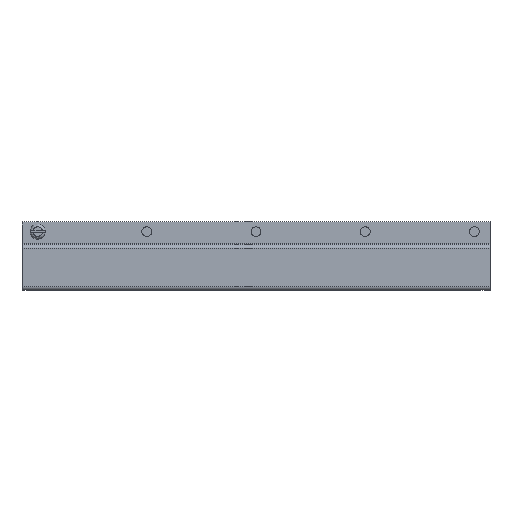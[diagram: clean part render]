
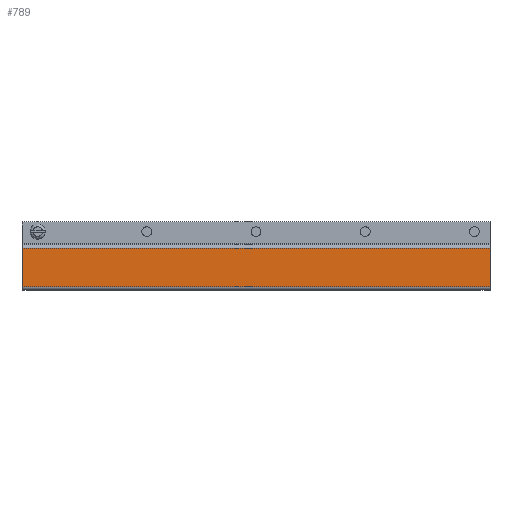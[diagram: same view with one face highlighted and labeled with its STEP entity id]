
A CAD part, top view. The second image highlights one B-rep face of the part: STEP entity #789.
In plain terms, the highlighted planar face has unit normal (0, 0, 1).
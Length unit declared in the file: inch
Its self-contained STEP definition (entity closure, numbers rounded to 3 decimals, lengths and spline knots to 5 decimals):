
#72 = VERTEX_POINT ( 'NONE', #358 ) ;
#75 = ORIENTED_EDGE ( 'NONE', *, *, #173, .F. ) ;
#146 = ORIENTED_EDGE ( 'NONE', *, *, #1458, .F. ) ;
#173 = EDGE_CURVE ( 'NONE', #72, #1909, #750, .T. ) ;
#358 = CARTESIAN_POINT ( 'NONE',  ( 7.5, 0.2455, 0.572 ) ) ;
#374 = DIRECTION ( 'NONE',  ( 1., 0., 0. ) ) ;
#443 = VECTOR ( 'NONE', #919, 39.37008 ) ;
#540 = DIRECTION ( 'NONE',  ( 0., 0., 1. ) ) ;
#564 = PLANE ( 'NONE',  #1769 ) ;
#653 = DIRECTION ( 'NONE',  ( 1., 0., 0. ) ) ;
#693 = CARTESIAN_POINT ( 'NONE',  ( -7.5, -1.094, 0.572 ) ) ;
#698 = VECTOR ( 'NONE', #374, 39.37008 ) ;
#750 = LINE ( 'NONE', #929, #1980 ) ;
#789 = ADVANCED_FACE ( 'NONE', ( #1743 ), #564, .T. ) ;
#902 = CARTESIAN_POINT ( 'NONE',  ( -7.5, 0.2455, 0.572 ) ) ;
#919 = DIRECTION ( 'NONE',  ( 0., 1., 0. ) ) ;
#929 = CARTESIAN_POINT ( 'NONE',  ( 7.5, -1.094, 0.572 ) ) ;
#984 = VERTEX_POINT ( 'NONE', #1166 ) ;
#1166 = CARTESIAN_POINT ( 'NONE',  ( -7.5, -0.986, 0.572 ) ) ;
#1223 = EDGE_CURVE ( 'NONE', #1863, #72, #1338, .T. ) ;
#1296 = EDGE_LOOP ( 'NONE', ( #1619, #75, #2155, #146 ) ) ;
#1338 = LINE ( 'NONE', #902, #698 ) ;
#1458 = EDGE_CURVE ( 'NONE', #984, #1863, #1970, .T. ) ;
#1574 = CARTESIAN_POINT ( 'NONE',  ( -7.5, 0.2455, 0.572 ) ) ;
#1619 = ORIENTED_EDGE ( 'NONE', *, *, #1698, .F. ) ;
#1690 = DIRECTION ( 'NONE',  ( -1., 0., 0. ) ) ;
#1698 = EDGE_CURVE ( 'NONE', #1909, #984, #1992, .T. ) ;
#1743 = FACE_OUTER_BOUND ( 'NONE', #1296, .T. ) ;
#1769 = AXIS2_PLACEMENT_3D ( 'NONE', #693, #540, #653 ) ;
#1860 = CARTESIAN_POINT ( 'NONE',  ( -7.5, -0.986, 0.572 ) ) ;
#1863 = VERTEX_POINT ( 'NONE', #1574 ) ;
#1909 = VERTEX_POINT ( 'NONE', #2081 ) ;
#1970 = LINE ( 'NONE', #2137, #443 ) ;
#1980 = VECTOR ( 'NONE', #2148, 39.37008 ) ;
#1992 = LINE ( 'NONE', #1860, #2213 ) ;
#2081 = CARTESIAN_POINT ( 'NONE',  ( 7.5, -0.986, 0.572 ) ) ;
#2137 = CARTESIAN_POINT ( 'NONE',  ( -7.5, 1.094, 0.572 ) ) ;
#2148 = DIRECTION ( 'NONE',  ( 0., -1., 0. ) ) ;
#2155 = ORIENTED_EDGE ( 'NONE', *, *, #1223, .F. ) ;
#2213 = VECTOR ( 'NONE', #1690, 39.37008 ) ;
